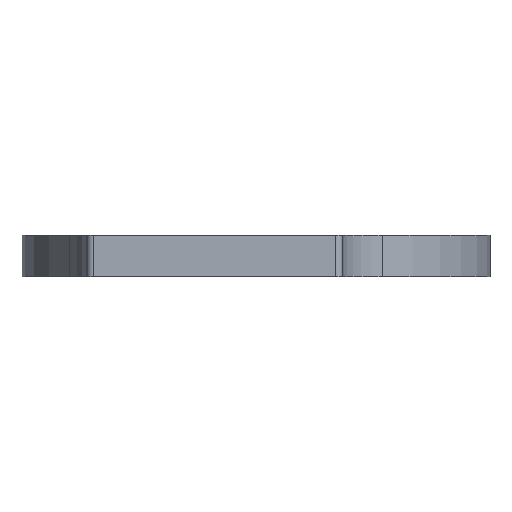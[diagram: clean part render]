
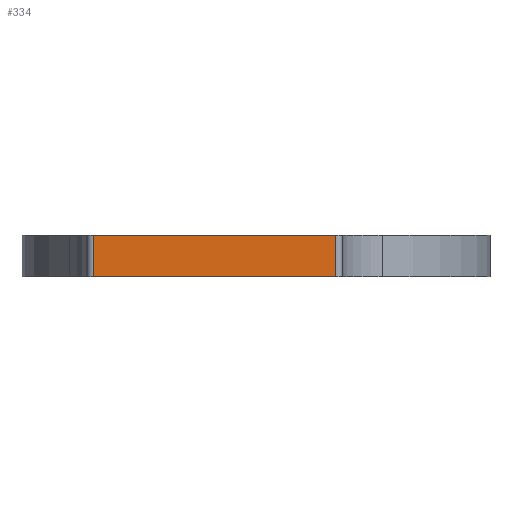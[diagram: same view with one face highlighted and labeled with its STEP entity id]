
A CAD part, left-side view. The second image highlights one B-rep face of the part: STEP entity #334.
In plain terms, the highlighted planar face has unit normal (-1, 0, 0).
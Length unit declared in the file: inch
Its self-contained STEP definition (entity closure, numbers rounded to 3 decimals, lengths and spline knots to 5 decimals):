
#11 = CARTESIAN_POINT ( 'NONE',  ( -1.3125, 0.49, 0.125 ) ) ;
#53 = LINE ( 'NONE', #578, #932 ) ;
#117 = EDGE_CURVE ( 'NONE', #409, #245, #53, .T. ) ;
#138 = CARTESIAN_POINT ( 'NONE',  ( -1.3125, -0.24, 0.125 ) ) ;
#245 = VERTEX_POINT ( 'NONE', #713 ) ;
#334 = ADVANCED_FACE ( 'NONE', ( #647 ), #1063, .F. ) ;
#371 = DIRECTION ( 'NONE',  ( 0., -1., 0. ) ) ;
#409 = VERTEX_POINT ( 'NONE', #11 ) ;
#571 = DIRECTION ( 'NONE',  ( 0., 0., -1. ) ) ;
#572 = CARTESIAN_POINT ( 'NONE',  ( -1.3125, 0.26, 0.125 ) ) ;
#578 = CARTESIAN_POINT ( 'NONE',  ( -1.3125, 0.49, 0. ) ) ;
#591 = LINE ( 'NONE', #572, #615 ) ;
#613 = VECTOR ( 'NONE', #991, 39.37008 ) ;
#615 = VECTOR ( 'NONE', #1346, 39.37008 ) ;
#633 = ORIENTED_EDGE ( 'NONE', *, *, #117, .T. ) ;
#647 = FACE_OUTER_BOUND ( 'NONE', #1228, .T. ) ;
#696 = LINE ( 'NONE', #138, #613 ) ;
#713 = CARTESIAN_POINT ( 'NONE',  ( -1.3125, 0.49, 0. ) ) ;
#715 = AXIS2_PLACEMENT_3D ( 'NONE', #986, #1285, #747 ) ;
#747 = DIRECTION ( 'NONE',  ( 0., 0., -1. ) ) ;
#827 = CARTESIAN_POINT ( 'NONE',  ( -1.3125, -0.24, 0. ) ) ;
#865 = VECTOR ( 'NONE', #371, 39.37008 ) ;
#871 = EDGE_CURVE ( 'NONE', #245, #1080, #999, .T. ) ;
#911 = ORIENTED_EDGE ( 'NONE', *, *, #1341, .F. ) ;
#920 = EDGE_CURVE ( 'NONE', #1080, #1307, #696, .T. ) ;
#932 = VECTOR ( 'NONE', #571, 39.37008 ) ;
#958 = ORIENTED_EDGE ( 'NONE', *, *, #920, .T. ) ;
#984 = CARTESIAN_POINT ( 'NONE',  ( -1.3125, 0.26, 0. ) ) ;
#986 = CARTESIAN_POINT ( 'NONE',  ( -1.3125, 0.26, 0.125 ) ) ;
#991 = DIRECTION ( 'NONE',  ( 0., 0., 1. ) ) ;
#999 = LINE ( 'NONE', #984, #865 ) ;
#1063 = PLANE ( 'NONE',  #715 ) ;
#1080 = VERTEX_POINT ( 'NONE', #827 ) ;
#1123 = CARTESIAN_POINT ( 'NONE',  ( -1.3125, -0.24, 0.125 ) ) ;
#1228 = EDGE_LOOP ( 'NONE', ( #911, #633, #1283, #958 ) ) ;
#1283 = ORIENTED_EDGE ( 'NONE', *, *, #871, .T. ) ;
#1285 = DIRECTION ( 'NONE',  ( 1., 0., 0. ) ) ;
#1307 = VERTEX_POINT ( 'NONE', #1123 ) ;
#1341 = EDGE_CURVE ( 'NONE', #409, #1307, #591, .T. ) ;
#1346 = DIRECTION ( 'NONE',  ( 0., -1., 0. ) ) ;
